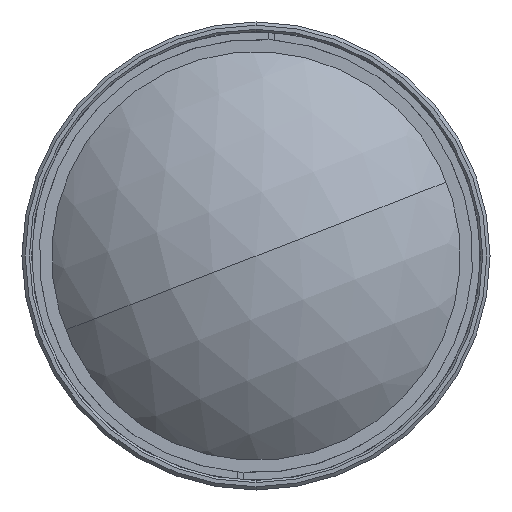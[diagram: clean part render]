
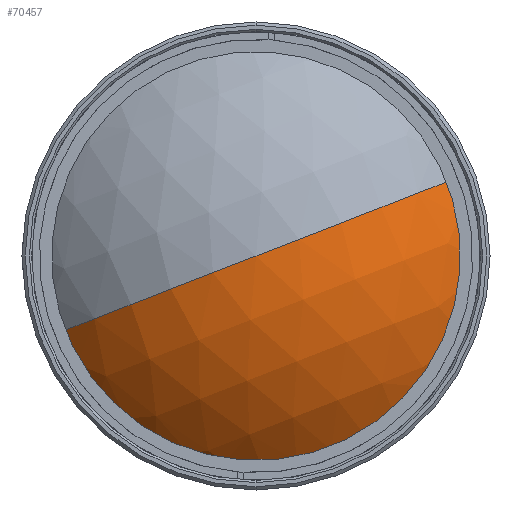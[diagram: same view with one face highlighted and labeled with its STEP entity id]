
A CAD part, left-side view. The second image highlights one B-rep face of the part: STEP entity #70457.
In plain terms, the highlighted spherical face has radius 35.442 mm.
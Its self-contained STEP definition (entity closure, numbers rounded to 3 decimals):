
#70298=CARTESIAN_POINT('',(10.622,0.,0.));
#70299=DIRECTION('',(1.,0.,0.));
#70300=DIRECTION('',(0.,0.,-1.));
#70301=AXIS2_PLACEMENT_3D('',#70298,#70299,#70300);
#70303=CARTESIAN_POINT('',(35.442,0.,0.));
#70304=DIRECTION('',(0.,0.,1.));
#70305=DIRECTION('',(-0.7,0.714,0.));
#70306=AXIS2_PLACEMENT_3D('',#70303,#70304,#70305);
#70308=CARTESIAN_POINT('',(10.622,0.,0.));
#70309=DIRECTION('',(1.,0.,0.));
#70310=DIRECTION('',(0.,-1.,0.));
#70311=AXIS2_PLACEMENT_3D('',#70308,#70309,#70310);
#70313=CARTESIAN_POINT('',(35.442,0.,0.));
#70314=DIRECTION('',(0.,0.,-1.));
#70315=DIRECTION('',(-0.7,-0.714,0.));
#70316=AXIS2_PLACEMENT_3D('',#70313,#70314,#70315);
#70334=CARTESIAN_POINT('',(10.622,25.3,0.));
#70335=VERTEX_POINT('',#70334);
#70336=CARTESIAN_POINT('',(10.622,0.,-25.3));
#70337=VERTEX_POINT('',#70336);
#70348=CARTESIAN_POINT('',(10.622,-25.3,0.));
#70349=VERTEX_POINT('',#70348);
#70350=CARTESIAN_POINT('',(0.,0.,0.));
#70351=VERTEX_POINT('',#70350);
#70444=CARTESIAN_POINT('',(35.442,0.,0.));
#70445=DIRECTION('',(0.,0.,-1.));
#70446=DIRECTION('',(0.,1.,0.));
#70447=AXIS2_PLACEMENT_3D('',#70444,#70445,#70446);
#70448=SPHERICAL_SURFACE('',#70447,35.442);
#70449=ORIENTED_EDGE('',*,*,#70363,.T.);
#70451=ORIENTED_EDGE('',*,*,#70450,.T.);
#70453=ORIENTED_EDGE('',*,*,#70452,.F.);
#70454=ORIENTED_EDGE('',*,*,#70434,.T.);
#70455=EDGE_LOOP('',(#70449,#70451,#70453,#70454));
#70456=FACE_OUTER_BOUND('',#70455,.F.);
#70302=CIRCLE('',#70301,25.3);
#70307=CIRCLE('',#70306,35.442);
#70312=CIRCLE('',#70311,25.3);
#70317=CIRCLE('',#70316,35.442);
#70363=EDGE_CURVE('',#70337,#70335,#70302,.T.);
#70434=EDGE_CURVE('',#70349,#70337,#70312,.T.);
#70450=EDGE_CURVE('',#70335,#70351,#70307,.T.);
#70452=EDGE_CURVE('',#70349,#70351,#70317,.T.);
#70457=ADVANCED_FACE('',(#70456),#70448,.T.);
